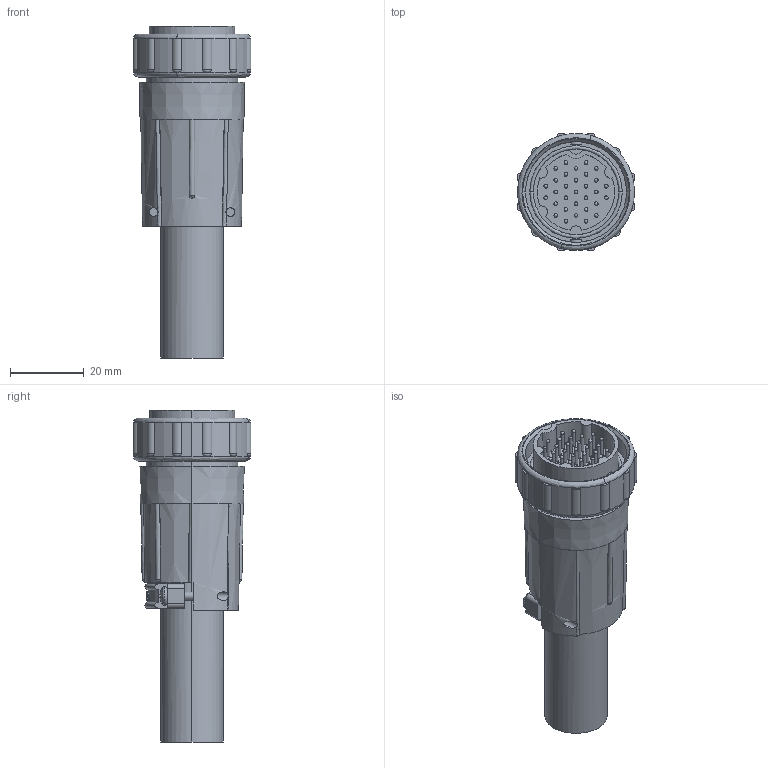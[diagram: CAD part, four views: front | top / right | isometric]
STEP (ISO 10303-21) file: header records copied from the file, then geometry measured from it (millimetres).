
FILE_DESCRIPTION (( 'STEP AP203' ), '1' );
FILE_NAME ('23282-31PG-350.STEP', '2013-09-09T15:06:10', ( 'J0FPBF1' ), ( '' ), 'SwSTEP 2.0', 'SolidWorks 2012', '' );
FILE_SCHEMA (( 'CONFIG_CONTROL_DESIGN' ));
Length unit declared in the file: inch
Products named in the file (1): 23282-31PG-350
Bounding box: 32.01 x 32.01 x 90.17 mm (x, y, z)
Volume: 31063 mm3; surface area: 12882.5 mm2
Topology: 1 solids, 1 shells, 349 faces, 931 edges, 557 vertices
Faces by surface type: cylinder 136, plane 119, bspline 88, cone 6
Entity records: 12138 total; most frequent: CARTESIAN_POINT 4290, ORIENTED_EDGE 1690, DIRECTION 1520, EDGE_CURVE 845, AXIS2_PLACEMENT_3D 595, VERTEX_POINT 557, EDGE_LOOP 412, ADVANCED_FACE 349
